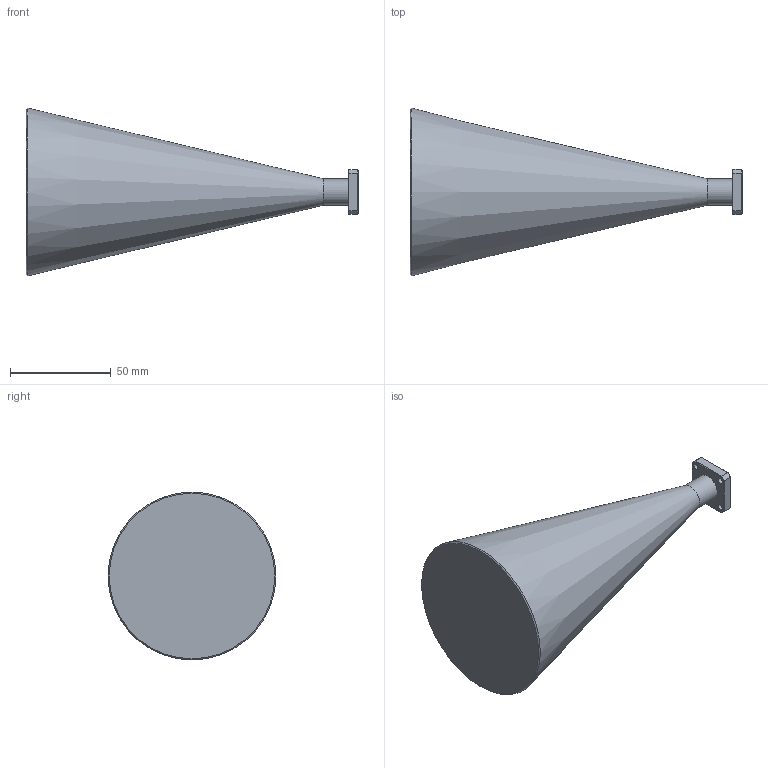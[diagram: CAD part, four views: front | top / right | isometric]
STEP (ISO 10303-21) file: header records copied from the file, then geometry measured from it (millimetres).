
FILE_DESCRIPTION (( 'STEP AP203' ), '1' );
FILE_NAME ('SAC-2309-396-S2.STEP', '2018-10-30T15:53:56', ( '' ), ( '' ), 'SwSTEP 2.0', 'SolidWorks 2016', '' );
FILE_SCHEMA (( 'CONFIG_CONTROL_DESIGN' ));
Length unit declared in the file: inch
Products named in the file (1): SAC-2309-396-S2
Bounding box: 165.1 x 83.53 x 83.53 mm (x, y, z)
Volume: 324861 mm3; surface area: 30400.8 mm2
Topology: 1 solids, 1 shells, 36 faces, 79 edges, 47 vertices
Faces by surface type: plane 28, cylinder 6, cone 2
Full cylindrical faces by diameter (mm): 2.946 x4, 10.058 x1, 13.106 x1
Entity records: 1007 total; most frequent: DIRECTION 158, CARTESIAN_POINT 153, ORIENTED_EDGE 140, EDGE_CURVE 70, LINE 56, VECTOR 56, EDGE_LOOP 54, AXIS2_PLACEMENT_3D 51
